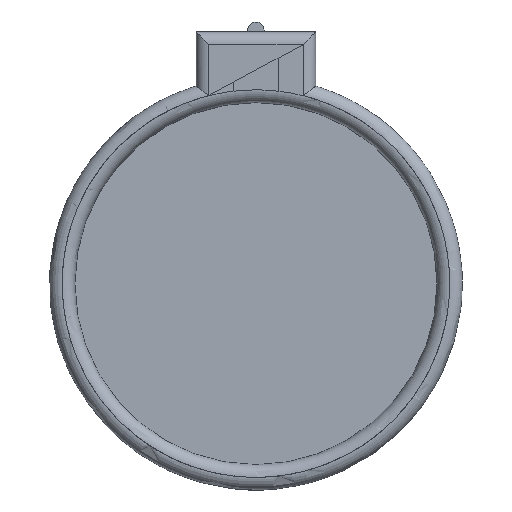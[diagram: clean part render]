
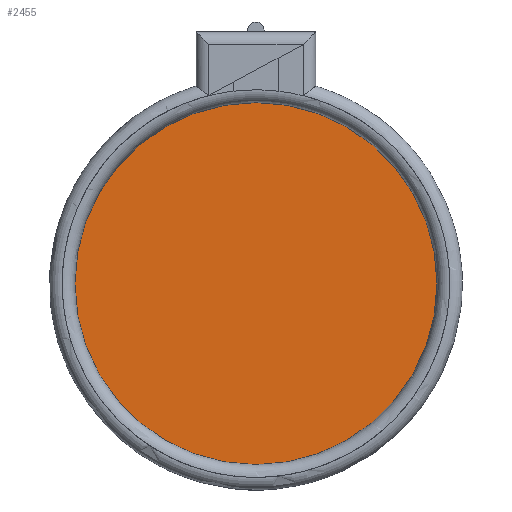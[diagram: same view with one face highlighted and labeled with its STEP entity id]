
A CAD part, top view. The second image highlights one B-rep face of the part: STEP entity #2455.
In plain terms, the highlighted planar face has unit normal (0, 0, 1).
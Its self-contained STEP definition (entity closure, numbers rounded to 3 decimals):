
#2291 = CYLINDRICAL_SURFACE('',#2292,10.);
#2292 = AXIS2_PLACEMENT_3D('',#2293,#2294,#2295);
#2293 = CARTESIAN_POINT('',(0.,0.,4.8));
#2294 = DIRECTION('',(0.,0.,1.));
#2295 = DIRECTION('',(1.,0.,0.));
#2376 = VERTEX_POINT('',#2377);
#2377 = CARTESIAN_POINT('',(10.,0.,1.8));
#2398 = EDGE_CURVE('',#2376,#2376,#2399,.T.);
#2399 = SURFACE_CURVE('',#2400,(#2405,#2412),.PCURVE_S1.);
#2400 = CIRCLE('',#2401,10.);
#2401 = AXIS2_PLACEMENT_3D('',#2402,#2403,#2404);
#2402 = CARTESIAN_POINT('',(0.,0.,1.8));
#2403 = DIRECTION('',(0.,0.,1.));
#2404 = DIRECTION('',(1.,0.,0.));
#2405 = PCURVE('',#2291,#2406);
#2406 = DEFINITIONAL_REPRESENTATION('',(#2407),#2411);
#2407 = LINE('',#2408,#2409);
#2408 = CARTESIAN_POINT('',(0.,-3.));
#2409 = VECTOR('',#2410,1.);
#2410 = DIRECTION('',(1.,0.));
#2411 = ( GEOMETRIC_REPRESENTATION_CONTEXT(2) 
PARAMETRIC_REPRESENTATION_CONTEXT() REPRESENTATION_CONTEXT('2D SPACE',''
  ) );
#2412 = PCURVE('',#2413,#2418);
#2413 = PLANE('',#2414);
#2414 = AXIS2_PLACEMENT_3D('',#2415,#2416,#2417);
#2415 = CARTESIAN_POINT('',(0.,0.,1.8));
#2416 = DIRECTION('',(0.,0.,1.));
#2417 = DIRECTION('',(1.,0.,0.));
#2418 = DEFINITIONAL_REPRESENTATION('',(#2419),#2423);
#2419 = CIRCLE('',#2420,10.);
#2420 = AXIS2_PLACEMENT_2D('',#2421,#2422);
#2421 = CARTESIAN_POINT('',(0.,0.));
#2422 = DIRECTION('',(1.,0.));
#2423 = ( GEOMETRIC_REPRESENTATION_CONTEXT(2) 
PARAMETRIC_REPRESENTATION_CONTEXT() REPRESENTATION_CONTEXT('2D SPACE',''
  ) );
#2455 = ADVANCED_FACE('',(#2456),#2413,.T.);
#2456 = FACE_BOUND('',#2457,.T.);
#2457 = EDGE_LOOP('',(#2458));
#2458 = ORIENTED_EDGE('',*,*,#2398,.T.);
